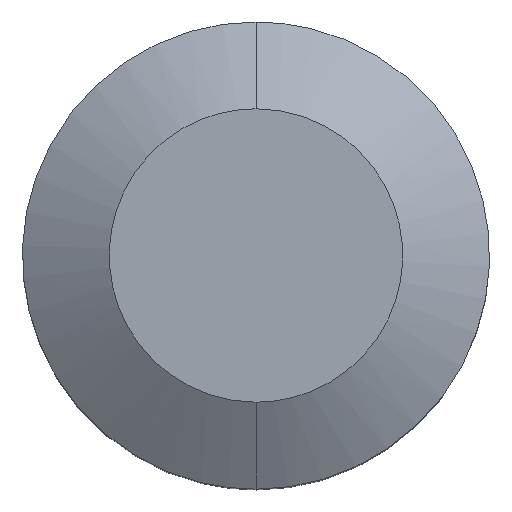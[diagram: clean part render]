
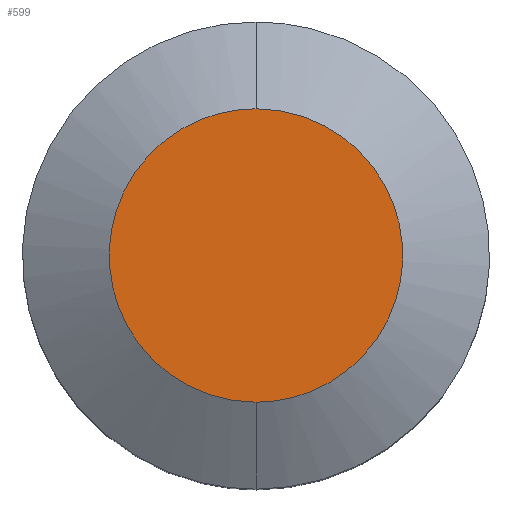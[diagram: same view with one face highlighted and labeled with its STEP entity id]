
A CAD part, top view. The second image highlights one B-rep face of the part: STEP entity #599.
In plain terms, the highlighted planar face has unit normal (0, 0, 1).
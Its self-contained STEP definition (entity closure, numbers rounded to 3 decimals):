
#22 = VERTEX_POINT('',#23);
#23 = CARTESIAN_POINT('',(237.013,289.469,
    327.213));
#31 = ( BOUNDED_SURFACE() B_SPLINE_SURFACE(2,1,(
    (#32,#33)
    ,(#34,#35)
    ,(#36,#37)
    ,(#38,#39)
,(#40,#41
    )),.UNSPECIFIED.,.F.,.F.,.F.) B_SPLINE_SURFACE_WITH_KNOTS((3,2,3),(2
    ,2),(0.,1.571,3.142),(0.,2.78),
.UNSPECIFIED.) GEOMETRIC_REPRESENTATION_ITEM() RATIONAL_B_SPLINE_SURFACE
((
    (1.,1.)
    ,(0.707,0.707)
    ,(1.,1.)
    ,(0.707,0.707)
,(1.,1.))) REPRESENTATION_ITEM('') SURFACE() );
#32 = CARTESIAN_POINT('',(237.013,290.725,
    327.939));
#33 = CARTESIAN_POINT('',(237.013,293.133,
    326.548));
#34 = CARTESIAN_POINT('',(237.013,290.725,
    327.939));
#35 = CARTESIAN_POINT('',(239.421,293.133,
    326.548));
#36 = CARTESIAN_POINT('',(237.013,290.725,
    327.939));
#37 = CARTESIAN_POINT('',(239.421,290.725,
    326.548));
#38 = CARTESIAN_POINT('',(237.013,290.725,
    327.939));
#39 = CARTESIAN_POINT('',(239.421,288.317,
    326.548));
#40 = CARTESIAN_POINT('',(237.013,290.725,
    327.939));
#41 = CARTESIAN_POINT('',(237.013,288.317,
    326.548));
#71 = ( BOUNDED_SURFACE() B_SPLINE_SURFACE(2,1,(
    (#72,#73)
    ,(#74,#75)
    ,(#76,#77)
    ,(#78,#79)
,(#80,#81
    )),.UNSPECIFIED.,.F.,.F.,.F.) B_SPLINE_SURFACE_WITH_KNOTS((3,2,3),(2
    ,2),(3.142,4.712,6.283),(0.,2.78)
,.PIECEWISE_BEZIER_KNOTS.) GEOMETRIC_REPRESENTATION_ITEM() 
RATIONAL_B_SPLINE_SURFACE((
    (1.,1.)
    ,(0.707,0.707)
    ,(1.,1.)
    ,(0.707,0.707)
,(1.,1.))) REPRESENTATION_ITEM('') SURFACE() );
#72 = CARTESIAN_POINT('',(237.013,290.725,
    327.939));
#73 = CARTESIAN_POINT('',(237.013,288.317,
    326.548));
#74 = CARTESIAN_POINT('',(237.013,290.725,
    327.939));
#75 = CARTESIAN_POINT('',(234.605,288.317,
    326.548));
#76 = CARTESIAN_POINT('',(237.013,290.725,
    327.939));
#77 = CARTESIAN_POINT('',(234.605,290.725,
    326.548));
#78 = CARTESIAN_POINT('',(237.013,290.725,
    327.939));
#79 = CARTESIAN_POINT('',(234.605,293.133,
    326.548));
#80 = CARTESIAN_POINT('',(237.013,290.725,
    327.939));
#81 = CARTESIAN_POINT('',(237.013,293.133,
    326.548));
#192 = VERTEX_POINT('',#193);
#193 = CARTESIAN_POINT('',(237.013,291.981,
    327.213));
#257 = EDGE_CURVE('',#192,#22,#258,.T.);
#258 = SURFACE_CURVE('',#259,(#265,#294),.PCURVE_S1.);
#259 = ( BOUNDED_CURVE() B_SPLINE_CURVE(2,(#260,#261,#262,#263,#264),
.UNSPECIFIED.,.F.,.F.) B_SPLINE_CURVE_WITH_KNOTS((3,2,3),(3.947
,5.92,7.893),.PIECEWISE_BEZIER_KNOTS.) CURVE() 
GEOMETRIC_REPRESENTATION_ITEM() RATIONAL_B_SPLINE_CURVE((1.,
0.707,1.,0.707,1.)) REPRESENTATION_ITEM('') );
#260 = CARTESIAN_POINT('',(237.013,291.981,
    327.213));
#261 = CARTESIAN_POINT('',(238.269,291.981,
    327.213));
#262 = CARTESIAN_POINT('',(238.269,290.725,
    327.213));
#263 = CARTESIAN_POINT('',(238.269,289.469,
    327.213));
#264 = CARTESIAN_POINT('',(237.013,289.469,
    327.213));
#265 = PCURVE('',#31,#266);
#266 = DEFINITIONAL_REPRESENTATION('',(#267),#293);
#267 = B_SPLINE_CURVE_WITH_KNOTS('',3,(#268,#269,#270,#271,#272,#273,
    #274,#275,#276,#277,#278,#279,#280,#281,#282,#283,#284,#285,#286,
    #287,#288,#289,#290,#291,#292),.UNSPECIFIED.,.F.,.F.,(4,1,1,1,1,1,1,
    1,1,1,1,1,1,1,1,1,1,1,1,1,1,1,4),(3.947,4.126,
    4.305,4.485,4.664,4.844,
    5.023,5.202,5.382,5.561,
    5.74,5.92,6.099,6.279,
    6.458,6.637,6.817,6.996,
    7.176,7.355,7.534,7.714,
    7.893),.QUASI_UNIFORM_KNOTS.);
#268 = CARTESIAN_POINT('',(0.,1.451));
#269 = CARTESIAN_POINT('',(0.048,1.451));
#270 = CARTESIAN_POINT('',(0.143,1.451));
#271 = CARTESIAN_POINT('',(0.286,1.451));
#272 = CARTESIAN_POINT('',(0.428,1.451));
#273 = CARTESIAN_POINT('',(0.571,1.451));
#274 = CARTESIAN_POINT('',(0.714,1.451));
#275 = CARTESIAN_POINT('',(0.857,1.451));
#276 = CARTESIAN_POINT('',(1.,1.451));
#277 = CARTESIAN_POINT('',(1.142,1.451));
#278 = CARTESIAN_POINT('',(1.285,1.451));
#279 = CARTESIAN_POINT('',(1.428,1.451));
#280 = CARTESIAN_POINT('',(1.571,1.451));
#281 = CARTESIAN_POINT('',(1.714,1.451));
#282 = CARTESIAN_POINT('',(1.856,1.451));
#283 = CARTESIAN_POINT('',(1.999,1.451));
#284 = CARTESIAN_POINT('',(2.142,1.451));
#285 = CARTESIAN_POINT('',(2.285,1.451));
#286 = CARTESIAN_POINT('',(2.428,1.451));
#287 = CARTESIAN_POINT('',(2.57,1.451));
#288 = CARTESIAN_POINT('',(2.713,1.451));
#289 = CARTESIAN_POINT('',(2.856,1.451));
#290 = CARTESIAN_POINT('',(2.999,1.451));
#291 = CARTESIAN_POINT('',(3.094,1.451));
#292 = CARTESIAN_POINT('',(3.142,1.451));
#293 = ( GEOMETRIC_REPRESENTATION_CONTEXT(2) 
PARAMETRIC_REPRESENTATION_CONTEXT() REPRESENTATION_CONTEXT('2D SPACE',''
  ) );
#294 = PCURVE('',#295,#300);
#295 = PLANE('',#296);
#296 = AXIS2_PLACEMENT_3D('',#297,#298,#299);
#297 = CARTESIAN_POINT('',(238.641,292.352,
    327.213));
#298 = DIRECTION('',(0.,0.,1.));
#299 = DIRECTION('',(1.,0.,0.));
#300 = DEFINITIONAL_REPRESENTATION('',(#301),#307);
#301 = ( BOUNDED_CURVE() B_SPLINE_CURVE(2,(#302,#303,#304,#305,#306),
.UNSPECIFIED.,.F.,.F.) B_SPLINE_CURVE_WITH_KNOTS((3,2,3),(3.947
,5.92,7.893),.PIECEWISE_BEZIER_KNOTS.) CURVE() 
GEOMETRIC_REPRESENTATION_ITEM() RATIONAL_B_SPLINE_CURVE((1.,
0.707,1.,0.707,1.)) REPRESENTATION_ITEM('') );
#302 = CARTESIAN_POINT('',(-1.627,-0.371));
#303 = CARTESIAN_POINT('',(-0.371,-0.371));
#304 = CARTESIAN_POINT('',(-0.371,-1.627));
#305 = CARTESIAN_POINT('',(-0.371,-2.884));
#306 = CARTESIAN_POINT('',(-1.627,-2.884));
#307 = ( GEOMETRIC_REPRESENTATION_CONTEXT(2) 
PARAMETRIC_REPRESENTATION_CONTEXT() REPRESENTATION_CONTEXT('2D SPACE',''
  ) );
#599 = ADVANCED_FACE('',(#600),#295,.T.);
#600 = FACE_BOUND('',#601,.T.);
#601 = EDGE_LOOP('',(#602,#603));
#602 = ORIENTED_EDGE('',*,*,#257,.F.);
#603 = ORIENTED_EDGE('',*,*,#604,.F.);
#604 = EDGE_CURVE('',#22,#192,#605,.T.);
#605 = SURFACE_CURVE('',#606,(#612,#621),.PCURVE_S1.);
#606 = ( BOUNDED_CURVE() B_SPLINE_CURVE(2,(#607,#608,#609,#610,#611),
.UNSPECIFIED.,.F.,.F.) B_SPLINE_CURVE_WITH_KNOTS((3,2,3),(0.,
1.973,3.947),.UNSPECIFIED.) CURVE() 
GEOMETRIC_REPRESENTATION_ITEM() RATIONAL_B_SPLINE_CURVE((1.,
0.707,1.,0.707,1.)) REPRESENTATION_ITEM('') );
#607 = CARTESIAN_POINT('',(237.013,289.469,
    327.213));
#608 = CARTESIAN_POINT('',(235.757,289.469,
    327.213));
#609 = CARTESIAN_POINT('',(235.757,290.725,
    327.213));
#610 = CARTESIAN_POINT('',(235.757,291.981,
    327.213));
#611 = CARTESIAN_POINT('',(237.013,291.981,
    327.213));
#612 = PCURVE('',#295,#613);
#613 = DEFINITIONAL_REPRESENTATION('',(#614),#620);
#614 = ( BOUNDED_CURVE() B_SPLINE_CURVE(2,(#615,#616,#617,#618,#619),
.UNSPECIFIED.,.F.,.F.) B_SPLINE_CURVE_WITH_KNOTS((3,2,3),(0.,
1.973,3.947),.UNSPECIFIED.) CURVE() 
GEOMETRIC_REPRESENTATION_ITEM() RATIONAL_B_SPLINE_CURVE((1.,
0.707,1.,0.707,1.)) REPRESENTATION_ITEM('') );
#615 = CARTESIAN_POINT('',(-1.627,-2.884));
#616 = CARTESIAN_POINT('',(-2.884,-2.884));
#617 = CARTESIAN_POINT('',(-2.884,-1.627));
#618 = CARTESIAN_POINT('',(-2.884,-0.371));
#619 = CARTESIAN_POINT('',(-1.627,-0.371));
#620 = ( GEOMETRIC_REPRESENTATION_CONTEXT(2) 
PARAMETRIC_REPRESENTATION_CONTEXT() REPRESENTATION_CONTEXT('2D SPACE',''
  ) );
#621 = PCURVE('',#71,#622);
#622 = DEFINITIONAL_REPRESENTATION('',(#623),#649);
#623 = B_SPLINE_CURVE_WITH_KNOTS('',3,(#624,#625,#626,#627,#628,#629,
    #630,#631,#632,#633,#634,#635,#636,#637,#638,#639,#640,#641,#642,
    #643,#644,#645,#646,#647,#648),.UNSPECIFIED.,.F.,.F.,(4,1,1,1,1,1,1,
    1,1,1,1,1,1,1,1,1,1,1,1,1,1,1,4),(0.,0.179,0.359,
    0.538,0.718,0.897,1.076,
    1.256,1.435,1.615,1.794,
    1.973,2.153,2.332,2.511,
    2.691,2.87,3.05,3.229,
    3.408,3.588,3.767,3.947),
  .QUASI_UNIFORM_KNOTS.);
#624 = CARTESIAN_POINT('',(3.142,1.451));
#625 = CARTESIAN_POINT('',(3.189,1.451));
#626 = CARTESIAN_POINT('',(3.284,1.451));
#627 = CARTESIAN_POINT('',(3.427,1.451));
#628 = CARTESIAN_POINT('',(3.57,1.451));
#629 = CARTESIAN_POINT('',(3.713,1.451));
#630 = CARTESIAN_POINT('',(3.856,1.451));
#631 = CARTESIAN_POINT('',(3.998,1.451));
#632 = CARTESIAN_POINT('',(4.141,1.451));
#633 = CARTESIAN_POINT('',(4.284,1.451));
#634 = CARTESIAN_POINT('',(4.427,1.451));
#635 = CARTESIAN_POINT('',(4.57,1.451));
#636 = CARTESIAN_POINT('',(4.712,1.451));
#637 = CARTESIAN_POINT('',(4.855,1.451));
#638 = CARTESIAN_POINT('',(4.998,1.451));
#639 = CARTESIAN_POINT('',(5.141,1.451));
#640 = CARTESIAN_POINT('',(5.284,1.451));
#641 = CARTESIAN_POINT('',(5.426,1.451));
#642 = CARTESIAN_POINT('',(5.569,1.451));
#643 = CARTESIAN_POINT('',(5.712,1.451));
#644 = CARTESIAN_POINT('',(5.855,1.451));
#645 = CARTESIAN_POINT('',(5.998,1.451));
#646 = CARTESIAN_POINT('',(6.14,1.451));
#647 = CARTESIAN_POINT('',(6.236,1.451));
#648 = CARTESIAN_POINT('',(6.283,1.451));
#649 = ( GEOMETRIC_REPRESENTATION_CONTEXT(2) 
PARAMETRIC_REPRESENTATION_CONTEXT() REPRESENTATION_CONTEXT('2D SPACE',''
  ) );
